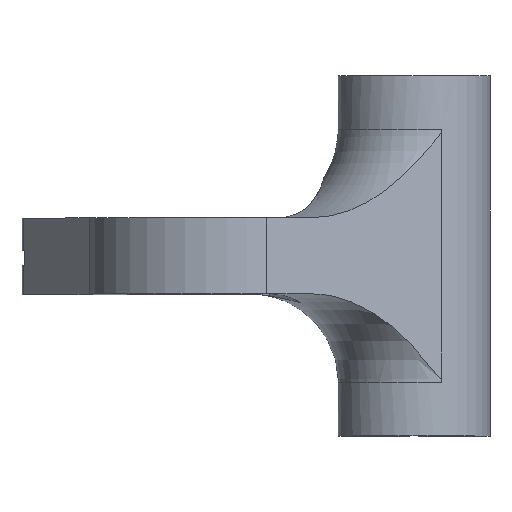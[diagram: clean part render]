
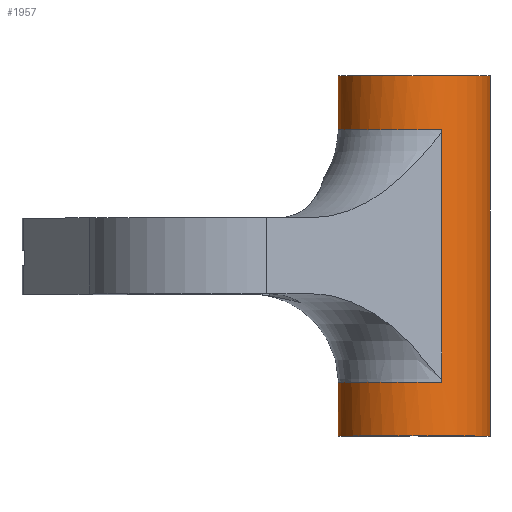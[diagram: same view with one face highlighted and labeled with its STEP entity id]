
A CAD part, top view. The second image highlights one B-rep face of the part: STEP entity #1957.
In plain terms, the highlighted cylindrical face has radius 9.5 mm (diameter 19 mm), a partial arc.
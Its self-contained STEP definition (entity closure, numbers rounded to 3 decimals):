
#87=LINE('',#3139,#265);
#89=LINE('',#3153,#267);
#91=LINE('',#3168,#269);
#92=LINE('',#3173,#270);
#265=VECTOR('',#2347,10.);
#267=VECTOR('',#2353,10.);
#269=VECTOR('',#2361,10.);
#270=VECTOR('',#2366,10.);
#494=FACE_OUTER_BOUND('',#604,.T.);
#604=EDGE_LOOP('',(#1413,#1414,#1415,#1416,#1417,#1418,#1419,#1420));
#734=CIRCLE('',#2094,9.5);
#735=CIRCLE('',#2095,9.5);
#736=CIRCLE('',#2096,9.5);
#737=CIRCLE('',#2097,9.5);
#866=VERTEX_POINT('',#3067);
#867=VERTEX_POINT('',#3118);
#870=VERTEX_POINT('',#3137);
#872=VERTEX_POINT('',#3152);
#875=VERTEX_POINT('',#3165);
#876=VERTEX_POINT('',#3167);
#877=VERTEX_POINT('',#3170);
#878=VERTEX_POINT('',#3172);
#1077=EDGE_CURVE('',#870,#867,#87,.T.);
#1080=EDGE_CURVE('',#866,#872,#89,.T.);
#1084=EDGE_CURVE('',#875,#870,#734,.T.);
#1085=EDGE_CURVE('',#876,#875,#91,.T.);
#1086=EDGE_CURVE('',#872,#876,#735,.T.);
#1087=EDGE_CURVE('',#877,#866,#736,.T.);
#1088=EDGE_CURVE('',#877,#878,#92,.T.);
#1089=EDGE_CURVE('',#867,#878,#737,.T.);
#1413=ORIENTED_EDGE('',*,*,#1077,.F.);
#1414=ORIENTED_EDGE('',*,*,#1084,.F.);
#1415=ORIENTED_EDGE('',*,*,#1085,.F.);
#1416=ORIENTED_EDGE('',*,*,#1086,.F.);
#1417=ORIENTED_EDGE('',*,*,#1080,.F.);
#1418=ORIENTED_EDGE('',*,*,#1087,.F.);
#1419=ORIENTED_EDGE('',*,*,#1088,.T.);
#1420=ORIENTED_EDGE('',*,*,#1089,.F.);
#1906=CYLINDRICAL_SURFACE('',#2093,9.5);
#1957=ADVANCED_FACE('',(#494),#1906,.T.);
#2093=AXIS2_PLACEMENT_3D('',#3164,#2357,#2358);
#2094=AXIS2_PLACEMENT_3D('',#3166,#2359,#2360);
#2095=AXIS2_PLACEMENT_3D('',#3169,#2362,#2363);
#2096=AXIS2_PLACEMENT_3D('',#3171,#2364,#2365);
#2097=AXIS2_PLACEMENT_3D('',#3174,#2367,#2368);
#2347=DIRECTION('',(0.,1.,0.));
#2353=DIRECTION('',(0.,1.,0.));
#2357=DIRECTION('center_axis',(0.,1.,0.));
#2358=DIRECTION('ref_axis',(0.,0.,1.));
#2359=DIRECTION('center_axis',(0.,-1.,0.));
#2360=DIRECTION('ref_axis',(1.,0.,0.));
#2361=DIRECTION('',(0.,-1.,0.));
#2362=DIRECTION('center_axis',(0.,1.,0.));
#2363=DIRECTION('ref_axis',(1.,0.,0.));
#2364=DIRECTION('center_axis',(0.,-1.,0.));
#2365=DIRECTION('ref_axis',(-0.995,0.,0.1));
#2366=DIRECTION('',(0.,-1.,0.));
#2367=DIRECTION('center_axis',(0.,1.,0.));
#2368=DIRECTION('ref_axis',(-0.995,0.,0.1));
#3067=CARTESIAN_POINT('',(201.084,13.,-89.503));
#3118=CARTESIAN_POINT('',(201.084,-18.525,-89.503));
#3137=CARTESIAN_POINT('',(201.084,-25.263,-89.503));
#3139=CARTESIAN_POINT('',(201.084,0.,-89.503));
#3152=CARTESIAN_POINT('',(201.084,19.738,-89.503));
#3153=CARTESIAN_POINT('',(201.084,0.,-89.503));
#3164=CARTESIAN_POINT('Origin',(206.909,0.,-81.999));
#3165=CARTESIAN_POINT('',(212.734,-25.263,-89.503));
#3166=CARTESIAN_POINT('Origin',(206.909,-25.263,-81.999));
#3167=CARTESIAN_POINT('',(212.734,19.738,-89.503));
#3168=CARTESIAN_POINT('',(212.734,0.,-89.503));
#3169=CARTESIAN_POINT('Origin',(206.909,19.738,-81.999));
#3170=CARTESIAN_POINT('',(210.382,13.,-73.156));
#3171=CARTESIAN_POINT('Origin',(206.909,13.,-81.999));
#3172=CARTESIAN_POINT('',(210.382,-18.525,-73.156));
#3173=CARTESIAN_POINT('',(210.382,0.,-73.156));
#3174=CARTESIAN_POINT('Origin',(206.909,-18.525,-81.999));
